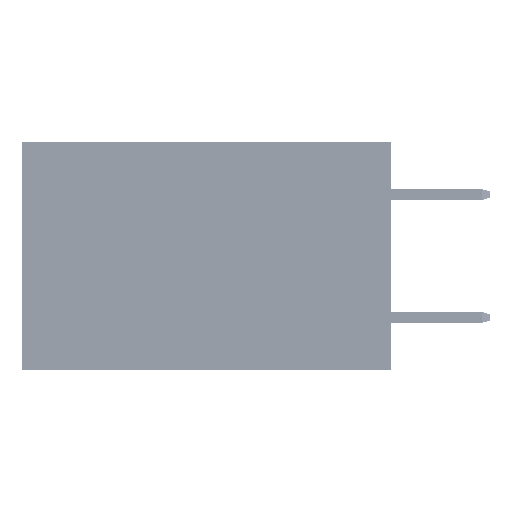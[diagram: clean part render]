
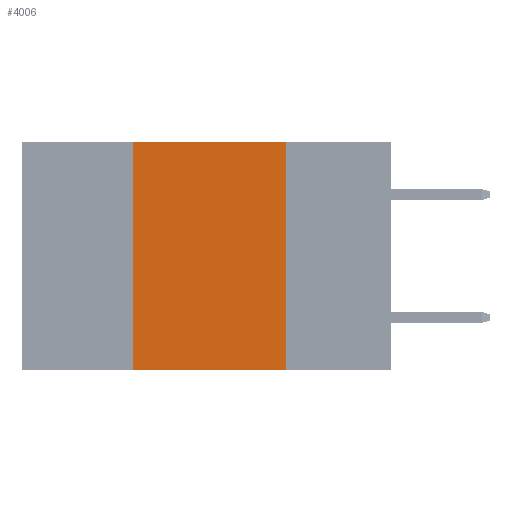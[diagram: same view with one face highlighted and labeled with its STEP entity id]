
A CAD part, left-side view. The second image highlights one B-rep face of the part: STEP entity #4006.
In plain terms, the highlighted planar face has unit normal (-1, 0, 0).
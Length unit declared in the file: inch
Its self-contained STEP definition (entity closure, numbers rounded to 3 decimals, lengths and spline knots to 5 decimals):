
#82 = AXIS2_PLACEMENT_3D ( 'NONE', #10025, #37206, #49123 ) ;
#2947 = VECTOR ( 'NONE', #49544, 39.37008 ) ;
#4006 = ADVANCED_FACE ( 'NONE', ( #33065 ), #21422, .F. ) ;
#6050 = LINE ( 'NONE', #42013, #2947 ) ;
#7073 = VERTEX_POINT ( 'NONE', #23638 ) ;
#8935 = VECTOR ( 'NONE', #15584, 39.37008 ) ;
#10025 = CARTESIAN_POINT ( 'NONE',  ( 0., 0.6, 0. ) ) ;
#10359 = VERTEX_POINT ( 'NONE', #35265 ) ;
#14810 = LINE ( 'NONE', #22833, #32805 ) ;
#15584 = DIRECTION ( 'NONE',  ( 0., -1., 0. ) ) ;
#16290 = VERTEX_POINT ( 'NONE', #20350 ) ;
#17299 = ORIENTED_EDGE ( 'NONE', *, *, #48437, .T. ) ;
#19108 = EDGE_CURVE ( 'NONE', #10359, #16290, #43792, .T. ) ;
#20127 = ORIENTED_EDGE ( 'NONE', *, *, #49558, .F. ) ;
#20277 = CARTESIAN_POINT ( 'NONE',  ( 0., 0.17, -0.37 ) ) ;
#20350 = CARTESIAN_POINT ( 'NONE',  ( 0., 0.17, 0. ) ) ;
#21422 = PLANE ( 'NONE',  #82 ) ;
#22833 = CARTESIAN_POINT ( 'NONE',  ( 0., 0.42, 0. ) ) ;
#23638 = CARTESIAN_POINT ( 'NONE',  ( 0., 0.42, -0.37 ) ) ;
#26130 = ORIENTED_EDGE ( 'NONE', *, *, #19108, .F. ) ;
#27133 = LINE ( 'NONE', #42916, #50995 ) ;
#30721 = VERTEX_POINT ( 'NONE', #20277 ) ;
#32805 = VECTOR ( 'NONE', #45875, 39.37008 ) ;
#33065 = FACE_OUTER_BOUND ( 'NONE', #48830, .T. ) ;
#35138 = DIRECTION ( 'NONE',  ( 0., 0., -1. ) ) ;
#35265 = CARTESIAN_POINT ( 'NONE',  ( 0., 0.42, 0. ) ) ;
#37206 = DIRECTION ( 'NONE',  ( 1., 0., 0. ) ) ;
#42013 = CARTESIAN_POINT ( 'NONE',  ( 0., 0.6, -0.37 ) ) ;
#42916 = CARTESIAN_POINT ( 'NONE',  ( 0., 0.17, 0. ) ) ;
#43654 = EDGE_CURVE ( 'NONE', #7073, #10359, #14810, .T. ) ;
#43792 = LINE ( 'NONE', #46913, #8935 ) ;
#45875 = DIRECTION ( 'NONE',  ( 0., 0., 1. ) ) ;
#46905 = ORIENTED_EDGE ( 'NONE', *, *, #43654, .F. ) ;
#46913 = CARTESIAN_POINT ( 'NONE',  ( 0., 0.6, 0. ) ) ;
#48437 = EDGE_CURVE ( 'NONE', #7073, #30721, #6050, .T. ) ;
#48830 = EDGE_LOOP ( 'NONE', ( #20127, #26130, #46905, #17299 ) ) ;
#49123 = DIRECTION ( 'NONE',  ( 0., 0., -1. ) ) ;
#49544 = DIRECTION ( 'NONE',  ( 0., -1., 0. ) ) ;
#49558 = EDGE_CURVE ( 'NONE', #16290, #30721, #27133, .T. ) ;
#50995 = VECTOR ( 'NONE', #35138, 39.37008 ) ;
